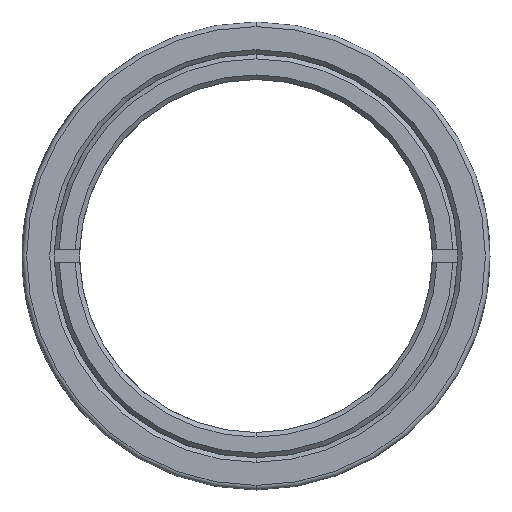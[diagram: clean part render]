
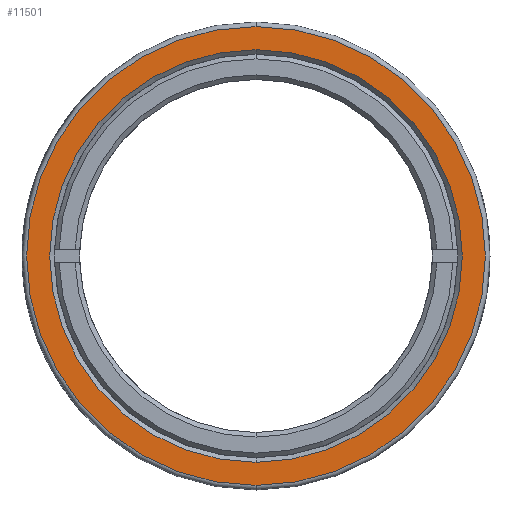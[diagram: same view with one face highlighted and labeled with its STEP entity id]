
A CAD part, front view. The second image highlights one B-rep face of the part: STEP entity #11501.
In plain terms, the highlighted planar face has unit normal (0, -1, 0).
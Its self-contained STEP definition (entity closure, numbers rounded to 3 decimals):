
#300 = DIRECTION ( 'NONE',  ( 0., 1., 0. ) ) ;
#1273 = AXIS2_PLACEMENT_3D ( 'NONE', #12910, #2325, #8620 ) ;
#1294 = CARTESIAN_POINT ( 'NONE',  ( 15.419, 15.237, 33.159 ) ) ;
#2203 = VERTEX_POINT ( 'NONE', #1294 ) ;
#2325 = DIRECTION ( 'NONE',  ( 0., 1., 0. ) ) ;
#2579 = PLANE ( 'NONE',  #4375 ) ;
#2931 = VERTEX_POINT ( 'NONE', #23885 ) ;
#4375 = AXIS2_PLACEMENT_3D ( 'NONE', #7283, #300, #24712 ) ;
#6371 = DIRECTION ( 'NONE',  ( 0., 0., 1. ) ) ;
#6564 = EDGE_CURVE ( 'NONE', #10561, #2203, #20085, .T. ) ;
#6619 = CARTESIAN_POINT ( 'NONE',  ( 15.419, 15.237, 3.259 ) ) ;
#7170 = CIRCLE ( 'NONE', #1273, 13.445 ) ;
#7283 = CARTESIAN_POINT ( 'NONE',  ( 15.419, 15.237, 18.209 ) ) ;
#8620 = DIRECTION ( 'NONE',  ( 0., 0., 1. ) ) ;
#9345 = CARTESIAN_POINT ( 'NONE',  ( 15.419, 15.237, 18.209 ) ) ;
#10561 = VERTEX_POINT ( 'NONE', #6619 ) ;
#11190 = CIRCLE ( 'NONE', #27169, 13.445 ) ;
#11501 = ADVANCED_FACE ( 'NONE', ( #20138, #16005 ), #2579, .F. ) ;
#11780 = DIRECTION ( 'NONE',  ( 0., 0., 1. ) ) ;
#12214 = ORIENTED_EDGE ( 'NONE', *, *, #6564, .T. ) ;
#12641 = EDGE_LOOP ( 'NONE', ( #20448, #22848 ) ) ;
#12910 = CARTESIAN_POINT ( 'NONE',  ( 15.419, 15.237, 18.209 ) ) ;
#16005 = FACE_OUTER_BOUND ( 'NONE', #21910, .T. ) ;
#17775 = DIRECTION ( 'NONE',  ( 0., -1., 0. ) ) ;
#17853 = CARTESIAN_POINT ( 'NONE',  ( 15.419, 15.237, 31.654 ) ) ;
#17914 = DIRECTION ( 'NONE',  ( 0., 0., 1. ) ) ;
#18351 = EDGE_CURVE ( 'NONE', #2931, #25138, #7170, .T. ) ;
#19854 = CIRCLE ( 'NONE', #25788, 14.95 ) ;
#20085 = CIRCLE ( 'NONE', #21483, 14.95 ) ;
#20138 = FACE_BOUND ( 'NONE', #12641, .T. ) ;
#20448 = ORIENTED_EDGE ( 'NONE', *, *, #18351, .T. ) ;
#21483 = AXIS2_PLACEMENT_3D ( 'NONE', #22358, #17775, #17914 ) ;
#21668 = CARTESIAN_POINT ( 'NONE',  ( 15.419, 15.237, 18.209 ) ) ;
#21804 = DIRECTION ( 'NONE',  ( 0., -1., 0. ) ) ;
#21910 = EDGE_LOOP ( 'NONE', ( #24045, #12214 ) ) ;
#22213 = DIRECTION ( 'NONE',  ( 0., 1., 0. ) ) ;
#22358 = CARTESIAN_POINT ( 'NONE',  ( 15.419, 15.237, 18.209 ) ) ;
#22848 = ORIENTED_EDGE ( 'NONE', *, *, #28058, .T. ) ;
#23885 = CARTESIAN_POINT ( 'NONE',  ( 15.419, 15.237, 4.764 ) ) ;
#24045 = ORIENTED_EDGE ( 'NONE', *, *, #27966, .T. ) ;
#24712 = DIRECTION ( 'NONE',  ( 1., 0., 0. ) ) ;
#25138 = VERTEX_POINT ( 'NONE', #17853 ) ;
#25788 = AXIS2_PLACEMENT_3D ( 'NONE', #21668, #21804, #6371 ) ;
#27169 = AXIS2_PLACEMENT_3D ( 'NONE', #9345, #22213, #11780 ) ;
#27966 = EDGE_CURVE ( 'NONE', #2203, #10561, #19854, .T. ) ;
#28058 = EDGE_CURVE ( 'NONE', #25138, #2931, #11190, .T. ) ;
